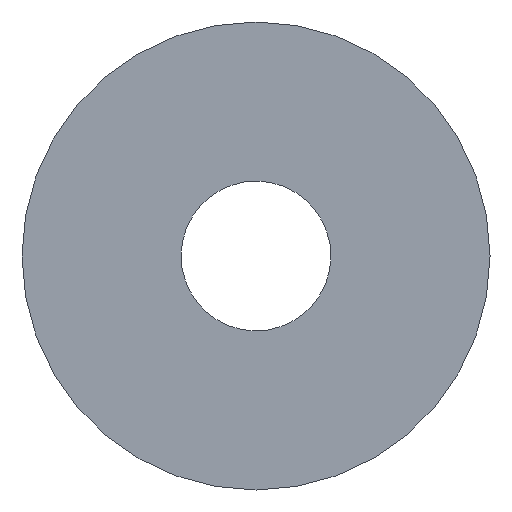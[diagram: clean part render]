
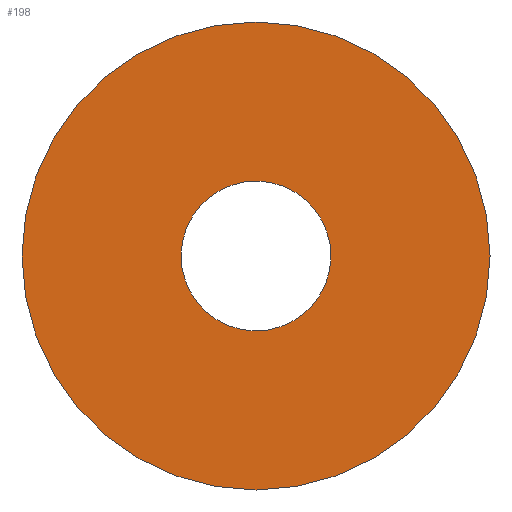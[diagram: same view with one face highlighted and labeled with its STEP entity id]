
A CAD part, front view. The second image highlights one B-rep face of the part: STEP entity #198.
In plain terms, the highlighted planar face has unit normal (0, -1, 0).
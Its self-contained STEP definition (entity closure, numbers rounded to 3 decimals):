
#61=CARTESIAN_POINT('Vertex',(-3.51,0.,-1.918)) ;
#66=CARTESIAN_POINT('Axis2P3D Location',(0.,0.,0.)) ;
#70=CARTESIAN_POINT('Vertex',(3.51,0.,1.918)) ;
#125=CARTESIAN_POINT('Axis2P3D Location',(0.,0.,0.)) ;
#146=CARTESIAN_POINT('Vertex',(0.,0.,12.5)) ;
#153=CARTESIAN_POINT('Vertex',(0.,0.,-12.5)) ;
#156=CARTESIAN_POINT('Axis2P3D Location',(0.,0.,0.)) ;
#173=CARTESIAN_POINT('Axis2P3D Location',(0.,0.,0.)) ;
#185=CARTESIAN_POINT('Axis2P3D Location',(0.,0.,0.)) ;
#67=DIRECTION('Axis2P3D Direction',(0.,-1.,-0.)) ;
#126=DIRECTION('Axis2P3D Direction',(0.,-1.,-0.)) ;
#157=DIRECTION('Axis2P3D Direction',(0.,-1.,-0.)) ;
#174=DIRECTION('Axis2P3D Direction',(0.,-1.,-0.)) ;
#186=DIRECTION('Axis2P3D Direction',(0.,1.,0.)) ;
#187=DIRECTION('Axis2P3D XDirection',(0.,-0.,1.)) ;
#68=AXIS2_PLACEMENT_3D('Circle Axis2P3D',#66,#67,$) ;
#127=AXIS2_PLACEMENT_3D('Circle Axis2P3D',#125,#126,$) ;
#158=AXIS2_PLACEMENT_3D('Circle Axis2P3D',#156,#157,$) ;
#175=AXIS2_PLACEMENT_3D('Circle Axis2P3D',#173,#174,$) ;
#188=AXIS2_PLACEMENT_3D('Plane Axis2P3D',#185,#186,#187) ;
#191=ORIENTED_EDGE('',*,*,#160,.F.) ;
#192=ORIENTED_EDGE('',*,*,#177,.F.) ;
#195=ORIENTED_EDGE('',*,*,#72,.T.) ;
#196=ORIENTED_EDGE('',*,*,#129,.T.) ;
#197=FACE_BOUND('',#194,.T.) ;
#198=ADVANCED_FACE('Boss-Extrude1',(#193,#197),#189,.F.) ;
#69=CIRCLE('generated circle',#68,4.) ;
#128=CIRCLE('generated circle',#127,4.) ;
#159=CIRCLE('generated circle',#158,12.5) ;
#176=CIRCLE('generated circle',#175,12.5) ;
#72=EDGE_CURVE('',#71,#62,#69,.F.) ;
#129=EDGE_CURVE('',#62,#71,#128,.F.) ;
#160=EDGE_CURVE('',#154,#147,#159,.F.) ;
#177=EDGE_CURVE('',#147,#154,#176,.F.) ;
#190=EDGE_LOOP('',(#191,#192)) ;
#194=EDGE_LOOP('',(#195,#196)) ;
#193=FACE_OUTER_BOUND('',#190,.T.) ;
#189=PLANE('Plane',#188) ;
#62=VERTEX_POINT('',#61) ;
#71=VERTEX_POINT('',#70) ;
#147=VERTEX_POINT('',#146) ;
#154=VERTEX_POINT('',#153) ;
